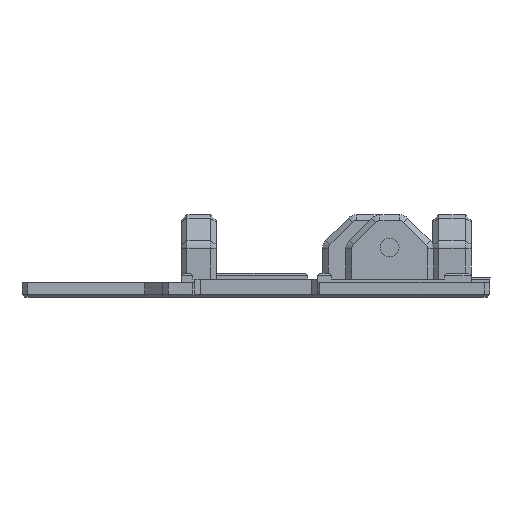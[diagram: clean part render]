
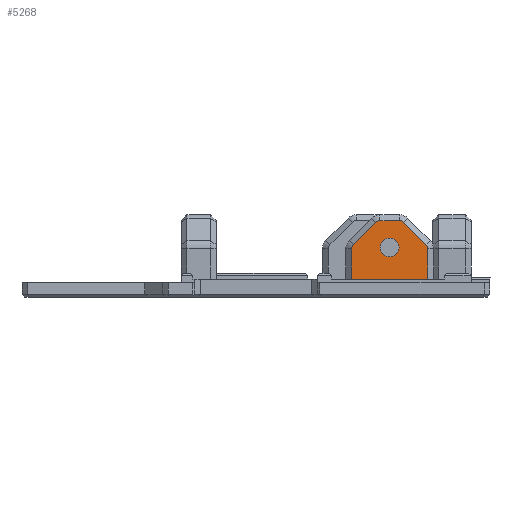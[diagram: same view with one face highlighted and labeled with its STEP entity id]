
A CAD part, left-side view. The second image highlights one B-rep face of the part: STEP entity #5268.
In plain terms, the highlighted planar face has unit normal (-1, 0, 0).
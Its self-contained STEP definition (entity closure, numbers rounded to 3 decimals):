
#112=CIRCLE('',#5653,1.);
#113=CIRCLE('',#5654,1.);
#114=CIRCLE('',#5655,1.);
#115=CIRCLE('',#5656,1.);
#116=CIRCLE('',#5657,1.6);
#117=CIRCLE('',#5658,1.6);
#181=FACE_BOUND('',#647,.T.);
#342=FACE_OUTER_BOUND('',#646,.T.);
#646=EDGE_LOOP('',(#4082,#4083,#4084,#4085,#4086,#4087,#4088,#4089,#4090,
#4091));
#647=EDGE_LOOP('',(#4092,#4093));
#905=LINE('',#7473,#1563);
#1165=LINE('',#8140,#1823);
#1166=LINE('',#8144,#1824);
#1167=LINE('',#8148,#1825);
#1168=LINE('',#8152,#1826);
#1169=LINE('',#8155,#1827);
#1563=VECTOR('',#5941,10.);
#1823=VECTOR('',#6617,1000.);
#1824=VECTOR('',#6620,1000.);
#1825=VECTOR('',#6623,1000.);
#1826=VECTOR('',#6626,1000.);
#1827=VECTOR('',#6629,1000.);
#2214=VERTEX_POINT('',#7470);
#2215=VERTEX_POINT('',#7472);
#2414=VERTEX_POINT('',#8139);
#2415=VERTEX_POINT('',#8141);
#2416=VERTEX_POINT('',#8143);
#2417=VERTEX_POINT('',#8145);
#2418=VERTEX_POINT('',#8147);
#2419=VERTEX_POINT('',#8149);
#2420=VERTEX_POINT('',#8151);
#2421=VERTEX_POINT('',#8153);
#2422=VERTEX_POINT('',#8156);
#2423=VERTEX_POINT('',#8157);
#2691=EDGE_CURVE('',#2214,#2215,#905,.T.);
#3023=EDGE_CURVE('',#2214,#2414,#1165,.T.);
#3024=EDGE_CURVE('',#2414,#2415,#112,.T.);
#3025=EDGE_CURVE('',#2415,#2416,#1166,.T.);
#3026=EDGE_CURVE('',#2416,#2417,#113,.T.);
#3027=EDGE_CURVE('',#2417,#2418,#1167,.T.);
#3028=EDGE_CURVE('',#2418,#2419,#114,.T.);
#3029=EDGE_CURVE('',#2419,#2420,#1168,.T.);
#3030=EDGE_CURVE('',#2420,#2421,#115,.T.);
#3031=EDGE_CURVE('',#2421,#2215,#1169,.T.);
#3032=EDGE_CURVE('',#2422,#2423,#116,.F.);
#3033=EDGE_CURVE('',#2423,#2422,#117,.F.);
#4082=ORIENTED_EDGE('',*,*,#2691,.F.);
#4083=ORIENTED_EDGE('',*,*,#3023,.T.);
#4084=ORIENTED_EDGE('',*,*,#3024,.T.);
#4085=ORIENTED_EDGE('',*,*,#3025,.T.);
#4086=ORIENTED_EDGE('',*,*,#3026,.T.);
#4087=ORIENTED_EDGE('',*,*,#3027,.T.);
#4088=ORIENTED_EDGE('',*,*,#3028,.T.);
#4089=ORIENTED_EDGE('',*,*,#3029,.T.);
#4090=ORIENTED_EDGE('',*,*,#3030,.T.);
#4091=ORIENTED_EDGE('',*,*,#3031,.T.);
#4092=ORIENTED_EDGE('',*,*,#3032,.T.);
#4093=ORIENTED_EDGE('',*,*,#3033,.T.);
#4986=PLANE('',#5652);
#5268=ADVANCED_FACE('',(#342,#181),#4986,.T.);
#5652=AXIS2_PLACEMENT_3D('',#8138,#6615,#6616);
#5653=AXIS2_PLACEMENT_3D('',#8142,#6618,#6619);
#5654=AXIS2_PLACEMENT_3D('',#8146,#6621,#6622);
#5655=AXIS2_PLACEMENT_3D('',#8150,#6624,#6625);
#5656=AXIS2_PLACEMENT_3D('',#8154,#6627,#6628);
#5657=AXIS2_PLACEMENT_3D('',#8158,#6630,#6631);
#5658=AXIS2_PLACEMENT_3D('',#8159,#6632,#6633);
#5941=DIRECTION('',(0.,1.,0.));
#6615=DIRECTION('center_axis',(-1.,0.,0.));
#6616=DIRECTION('ref_axis',(0.,-1.,0.));
#6617=DIRECTION('',(0.,0.,1.));
#6618=DIRECTION('center_axis',(-1.,0.,0.));
#6619=DIRECTION('ref_axis',(0.,-1.,0.));
#6620=DIRECTION('',(0.,0.707,0.707));
#6621=DIRECTION('center_axis',(-1.,0.,0.));
#6622=DIRECTION('ref_axis',(0.,-1.,0.));
#6623=DIRECTION('',(0.,1.,0.));
#6624=DIRECTION('center_axis',(-1.,0.,0.));
#6625=DIRECTION('ref_axis',(0.,-1.,0.));
#6626=DIRECTION('',(0.,0.707,-0.707));
#6627=DIRECTION('center_axis',(-1.,0.,0.));
#6628=DIRECTION('ref_axis',(0.,-1.,0.));
#6629=DIRECTION('',(0.,0.,-1.));
#6630=DIRECTION('center_axis',(-1.,0.,0.));
#6631=DIRECTION('ref_axis',(0.,-1.,0.));
#6632=DIRECTION('center_axis',(-1.,0.,0.));
#6633=DIRECTION('ref_axis',(0.,-1.,0.));
#7470=CARTESIAN_POINT('',(-1.8,-42.35,-64.4));
#7472=CARTESIAN_POINT('',(-1.8,-29.35,-64.4));
#7473=CARTESIAN_POINT('',(-1.8,-19.094,-64.4));
#8138=CARTESIAN_POINT('Origin',(-1.8,-24.862,-64.4));
#8139=CARTESIAN_POINT('',(-1.8,-42.35,-59.228));
#8140=CARTESIAN_POINT('',(-1.8,-42.35,-64.4));
#8141=CARTESIAN_POINT('',(-1.8,-42.057,-58.521));
#8142=CARTESIAN_POINT('Origin',(-1.8,-41.35,-59.228));
#8143=CARTESIAN_POINT('',(-1.8,-38.229,-54.693));
#8144=CARTESIAN_POINT('',(-1.8,-43.924,-60.388));
#8145=CARTESIAN_POINT('',(-1.8,-37.522,-54.4));
#8146=CARTESIAN_POINT('Origin',(-1.8,-37.522,-55.4));
#8147=CARTESIAN_POINT('',(-1.8,-34.178,-54.4));
#8148=CARTESIAN_POINT('',(-1.8,-39.912,-54.4));
#8149=CARTESIAN_POINT('',(-1.8,-33.471,-54.693));
#8150=CARTESIAN_POINT('Origin',(-1.8,-34.178,-55.4));
#8151=CARTESIAN_POINT('',(-1.8,-29.643,-58.521));
#8152=CARTESIAN_POINT('',(-1.8,-31.838,-56.326));
#8153=CARTESIAN_POINT('',(-1.8,-29.35,-59.228));
#8154=CARTESIAN_POINT('Origin',(-1.8,-30.35,-59.228));
#8155=CARTESIAN_POINT('',(-1.8,-29.35,-64.4));
#8156=CARTESIAN_POINT('',(-1.8,-37.45,-59.001));
#8157=CARTESIAN_POINT('',(-1.8,-35.85,-57.401));
#8158=CARTESIAN_POINT('Origin',(-1.8,-35.85,-59.001));
#8159=CARTESIAN_POINT('Origin',(-1.8,-35.85,-59.001));
